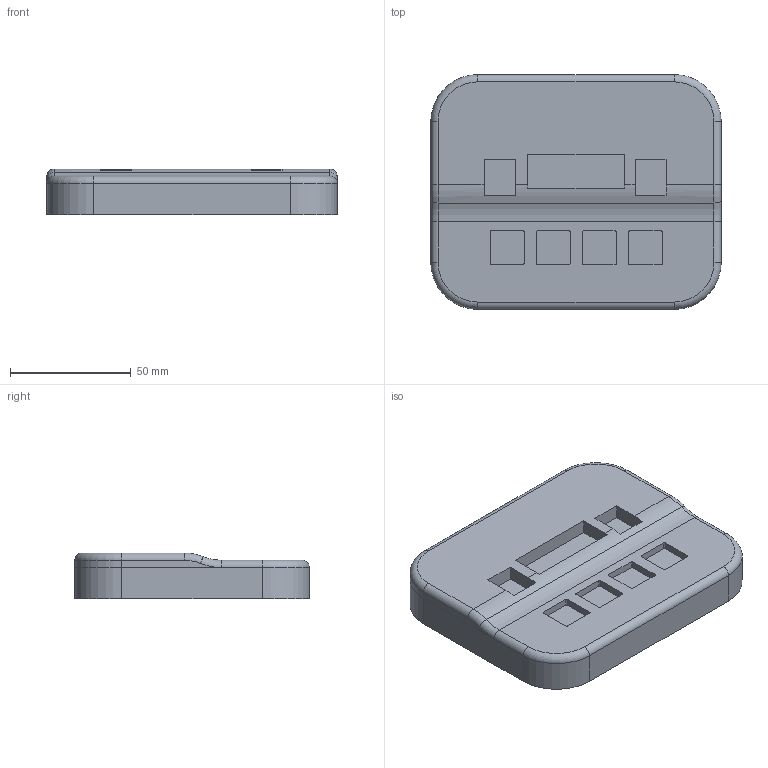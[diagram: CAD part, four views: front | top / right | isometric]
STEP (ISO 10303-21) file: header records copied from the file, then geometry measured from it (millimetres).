
FILE_DESCRIPTION(('HOOPS Exchange Step'),'2;1');
FILE_NAME('temp_export','2024-10-21T21:41:05+17:00',('mobile'),('Shapr3D Limited'),'HOOPS Exchange 2024.2','Shapr3D','Authorized');
FILE_SCHEMA( ('AP242_MANAGED_MODEL_BASED_3D_ENGINEERING_MIM_LF {1 0 10303 442 1 1 4 }') );
Length unit declared in the file: millimetre
Products named in the file (1): root
Bounding box: 120 x 97 x 19 mm (x, y, z)
Volume: 114177.4 mm3; surface area: 54468.7 mm2
Topology: 2 solids, 2 shells, 105 faces, 281 edges, 186 vertices
Faces by surface type: plane 53, cylinder 44, torus 8
Full cylindrical faces by diameter (mm): 3 x2, 3.035 x2, 3.4 x2, 4.7 x2, 6 x2
Entity records: 3388 total; most frequent: DIRECTION 609, CARTESIAN_POINT 574, ORIENTED_EDGE 562, EDGE_CURVE 281, AXIS2_PLACEMENT_3D 221, VERTEX_POINT 186, VECTOR 167, LINE 167
